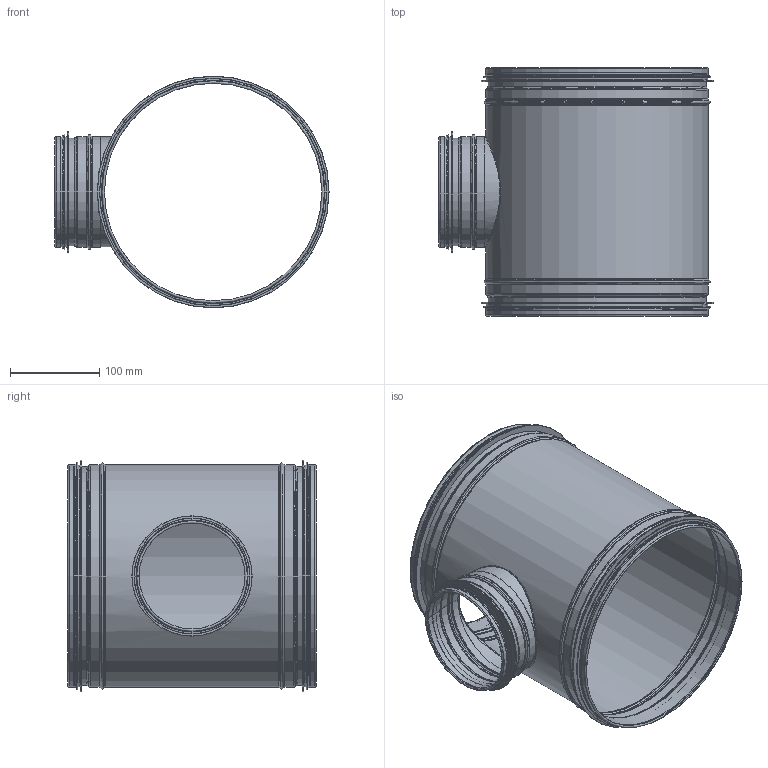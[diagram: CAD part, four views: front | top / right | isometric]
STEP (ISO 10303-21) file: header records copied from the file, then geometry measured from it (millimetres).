
FILE_DESCRIPTION((''),'2;1');
FILE_NAME('HTK_250-125.stp','2014-02-20T15:45:05',(''),(''),'Autodesk Inventor 2013','Autodesk Inventor 2013','');
FILE_SCHEMA(('AUTOMOTIVE_DESIGN { 1 2 10303 214 0 1 1 1 }'));
Length unit declared in the file: millimetre
Products named in the file (6): HTK_250-125; HTKRörämne-250-125; 999007; StosKort-125; StosKortRörämne-125; 999004
Assembly tree (6 placements, depth 3):
  HTK_250-125
    HTKRörämne-250-125
    999007  x2
    StosKort-125
      StosKortRörämne-125
      999004
Bounding box: 306.6 x 277.99 x 259.3 mm (x, y, z)
Volume: 192476.9 mm3; surface area: 596422.3 mm2
Topology: 5 solids, 5 shells, 175 faces, 337 edges, 182 vertices
Faces by surface type: torus 56, plane 50, cylinder 42, cone 26, bspline 1
Full cylindrical faces by diameter (mm): 118.25 x1, 119.25 x1, 120.45 x1, 122.05 x1, 123.05 x7, 124.05 x3, 129.45 x1, 134.45 x1, 243.1 x2, 244.1 x2, 245.3 x2, 247.9 x11, 248.9 x5, 254.3 x2, 259.3 x2
Entity records: 4053 total; most frequent: CARTESIAN_POINT 784, DIRECTION 704, ORIENTED_EDGE 440, AXIS2_PLACEMENT_3D 320, EDGE_LOOP 251, EDGE_CURVE 220, STYLED_ITEM 160, VERTEX_POINT 159
